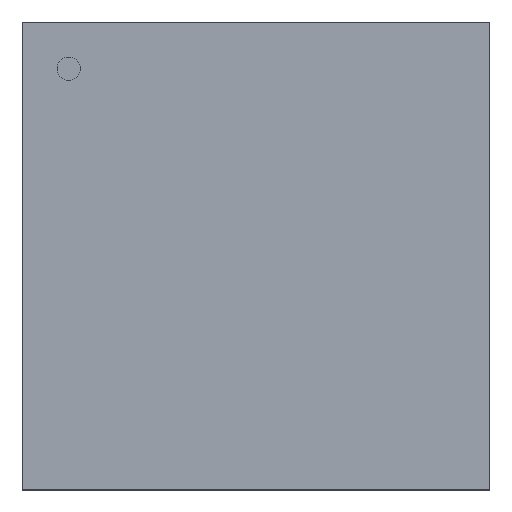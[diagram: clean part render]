
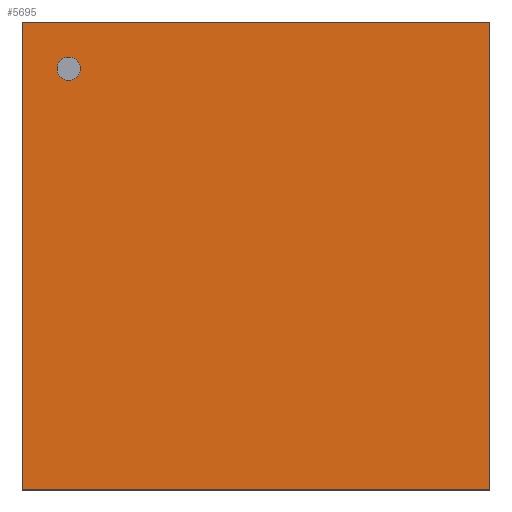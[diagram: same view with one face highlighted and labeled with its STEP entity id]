
A CAD part, top view. The second image highlights one B-rep face of the part: STEP entity #5695.
In plain terms, the highlighted planar face has unit normal (0, 0, 1).
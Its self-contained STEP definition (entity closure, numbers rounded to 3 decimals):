
#5471=CARTESIAN_POINT('',(6.998,-6.998,1.524));
#5470=VERTEX_POINT('',#5471);
#5481=CARTESIAN_POINT('',(-6.998,-6.998,1.524));
#5480=VERTEX_POINT('',#5481);
#5479=EDGE_CURVE('',#5480,#5470,#5484,.T.);
#5484=LINE('',#5481,#5486);
#5486=VECTOR('',#5487,13.995);
#5487=DIRECTION('',(1.0,0.0,0.0));
#5520=CARTESIAN_POINT('',(6.998,6.998,1.524));
#5519=VERTEX_POINT('',#5520);
#5528=EDGE_CURVE('',#5470,#5519,#5533,.T.);
#5533=LINE('',#5471,#5535);
#5535=VECTOR('',#5536,13.995);
#5536=DIRECTION('',(0.0,1.0,0.0));
#5569=CARTESIAN_POINT('',(-6.998,6.998,1.524));
#5568=VERTEX_POINT('',#5569);
#5577=EDGE_CURVE('',#5519,#5568,#5582,.T.);
#5582=LINE('',#5520,#5584);
#5584=VECTOR('',#5585,13.995);
#5585=DIRECTION('',(-1.0,0.0,0.0));
#5626=EDGE_CURVE('',#5568,#5480,#5631,.T.);
#5631=LINE('',#5569,#5633);
#5633=VECTOR('',#5634,13.995);
#5634=DIRECTION('',(0.0,-1.0,0.0));
#5695=ADVANCED_FACE('',(#5701),#5696,.T.);
#5696=PLANE('',#5697);
#5697=AXIS2_PLACEMENT_3D('',#5698,#5699,#5700);
#5698=CARTESIAN_POINT('',(-6.998,-6.998,1.524));
#5699=DIRECTION('',(0.0,0.0,1.0));
#5700=DIRECTION('',(0.,1.,0.));
#5701=FACE_OUTER_BOUND('',#5702,.T.);
#5702=EDGE_LOOP('',(#5703,#5713,#5723,#5733));
#5703=ORIENTED_EDGE('',*,*,#5479,.T.);
#5713=ORIENTED_EDGE('',*,*,#5528,.T.);
#5723=ORIENTED_EDGE('',*,*,#5577,.T.);
#5733=ORIENTED_EDGE('',*,*,#5626,.T.);
